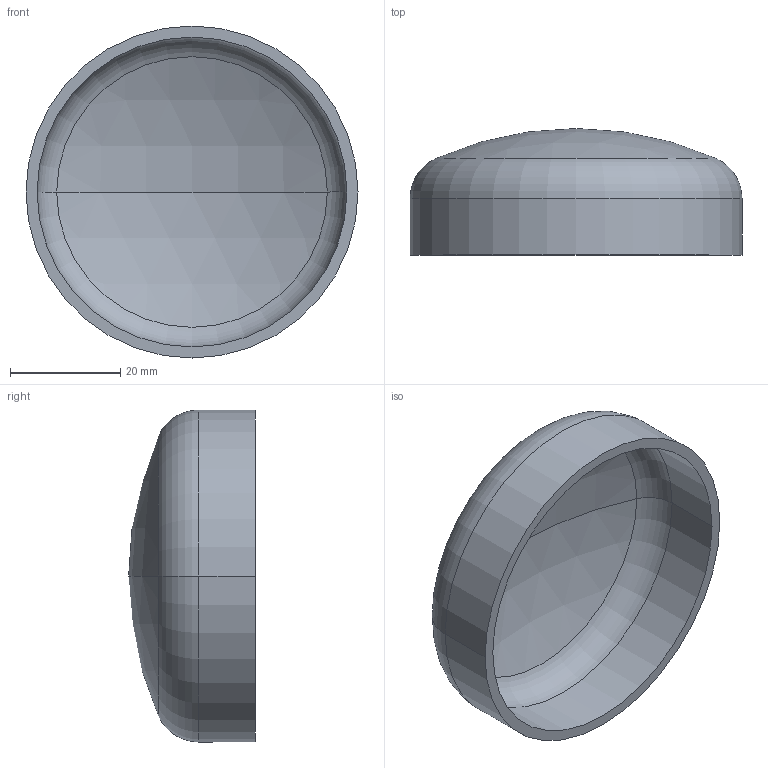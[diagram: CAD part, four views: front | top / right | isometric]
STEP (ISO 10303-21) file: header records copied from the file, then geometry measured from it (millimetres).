
FILE_DESCRIPTION (( 'STEP AP203' ), '1' );
FILE_NAME ('60281-240-60.step', '2022-02-01T15:56:35', ( '' ), ( '' ), 'SwSTEP 2.0', 'SolidWorks 2018', '' );
FILE_SCHEMA (( 'CONFIG_CONTROL_DESIGN' ));
Length unit declared in the file: millimetre
Products named in the file (2): 60281-240-60
Bounding box: 60.3 x 23 x 60.3 mm (x, y, z)
Volume: 10677.8 mm3; surface area: 11061.7 mm2
Topology: 1 solids, 1 shells, 315 faces, 837 edges, 556 vertices
Faces by surface type: bspline 142, plane 122, cylinder 43, torus 4, sphere 4
Entity records: 15381 total; most frequent: CARTESIAN_POINT 8321, ORIENTED_EDGE 1674, DIRECTION 1009, EDGE_CURVE 837, VERTEX_POINT 556, LINE 383, VECTOR 383, EDGE_LOOP 347
